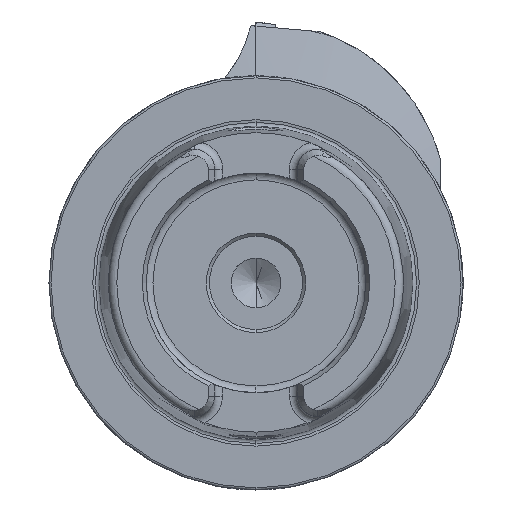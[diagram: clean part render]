
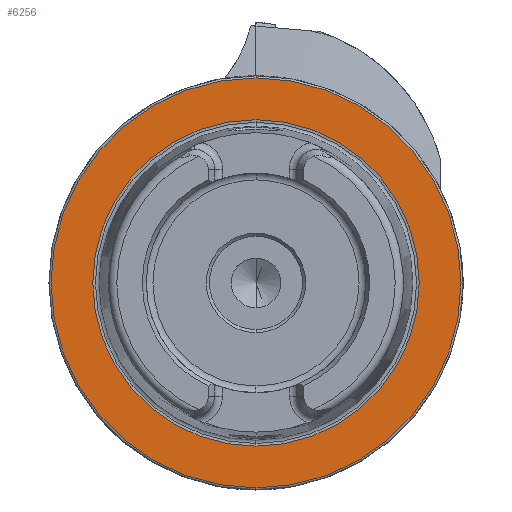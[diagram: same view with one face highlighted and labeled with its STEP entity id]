
A CAD part, left-side view. The second image highlights one B-rep face of the part: STEP entity #6256.
In plain terms, the highlighted planar face has unit normal (-1, 0, 0).
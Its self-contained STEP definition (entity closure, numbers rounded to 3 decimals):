
#473 = VERTEX_POINT ( 'NONE', #11291 ) ;
#638 = AXIS2_PLACEMENT_3D ( 'NONE', #10764, #9236, #2018 ) ;
#645 = CARTESIAN_POINT ( 'NONE',  ( 0., 0., 0. ) ) ;
#838 = CARTESIAN_POINT ( 'NONE',  ( 0., 0., -39.414 ) ) ;
#1293 = VERTEX_POINT ( 'NONE', #838 ) ;
#2018 = DIRECTION ( 'NONE',  ( 0., 0., -1. ) ) ;
#2137 = PLANE ( 'NONE',  #638 ) ;
#2192 = AXIS2_PLACEMENT_3D ( 'NONE', #3167, #11100, #3112 ) ;
#2286 = CIRCLE ( 'NONE', #6006, 39.414 ) ;
#2331 = DIRECTION ( 'NONE',  ( -1., 0., 0. ) ) ;
#2768 = ORIENTED_EDGE ( 'NONE', *, *, #4014, .T. ) ;
#3112 = DIRECTION ( 'NONE',  ( 0., 0., 1. ) ) ;
#3167 = CARTESIAN_POINT ( 'NONE',  ( 0., 0., 0. ) ) ;
#3266 = CARTESIAN_POINT ( 'NONE',  ( 0., 0., 0. ) ) ;
#3353 = DIRECTION ( 'NONE',  ( -1., 0., 0. ) ) ;
#3582 = VERTEX_POINT ( 'NONE', #8291 ) ;
#3755 = ORIENTED_EDGE ( 'NONE', *, *, #10363, .F. ) ;
#4014 = EDGE_CURVE ( 'NONE', #10884, #473, #6368, .T. ) ;
#4183 = CARTESIAN_POINT ( 'NONE',  ( 0., 0., 0. ) ) ;
#4525 = AXIS2_PLACEMENT_3D ( 'NONE', #3266, #5875, #10444 ) ;
#4745 = FACE_OUTER_BOUND ( 'NONE', #6060, .T. ) ;
#4815 = EDGE_CURVE ( 'NONE', #3582, #1293, #2286, .T. ) ;
#4842 = AXIS2_PLACEMENT_3D ( 'NONE', #4183, #3353, #7738 ) ;
#4974 = CIRCLE ( 'NONE', #2192, 39.414 ) ;
#5031 = CIRCLE ( 'NONE', #4842, 49.5 ) ;
#5875 = DIRECTION ( 'NONE',  ( -1., 0., 0. ) ) ;
#5897 = EDGE_LOOP ( 'NONE', ( #6296, #3755 ) ) ;
#6006 = AXIS2_PLACEMENT_3D ( 'NONE', #645, #2331, #11115 ) ;
#6060 = EDGE_LOOP ( 'NONE', ( #2768, #8936 ) ) ;
#6256 = ADVANCED_FACE ( 'NONE', ( #10116, #4745 ), #2137, .F. ) ;
#6296 = ORIENTED_EDGE ( 'NONE', *, *, #4815, .F. ) ;
#6368 = CIRCLE ( 'NONE', #4525, 49.5 ) ;
#7738 = DIRECTION ( 'NONE',  ( 0., 0., 1. ) ) ;
#8291 = CARTESIAN_POINT ( 'NONE',  ( 0., 0., 39.414 ) ) ;
#8829 = EDGE_CURVE ( 'NONE', #473, #10884, #5031, .T. ) ;
#8936 = ORIENTED_EDGE ( 'NONE', *, *, #8829, .T. ) ;
#9236 = DIRECTION ( 'NONE',  ( 1., 0., 0. ) ) ;
#10116 = FACE_BOUND ( 'NONE', #5897, .T. ) ;
#10363 = EDGE_CURVE ( 'NONE', #1293, #3582, #4974, .T. ) ;
#10444 = DIRECTION ( 'NONE',  ( 0., 0., 1. ) ) ;
#10764 = CARTESIAN_POINT ( 'NONE',  ( 0., 49.5, 0. ) ) ;
#10878 = CARTESIAN_POINT ( 'NONE',  ( 0., 0., 49.5 ) ) ;
#10884 = VERTEX_POINT ( 'NONE', #10878 ) ;
#11100 = DIRECTION ( 'NONE',  ( -1., 0., 0. ) ) ;
#11115 = DIRECTION ( 'NONE',  ( 0., 0., 1. ) ) ;
#11291 = CARTESIAN_POINT ( 'NONE',  ( 0., 0., -49.5 ) ) ;
